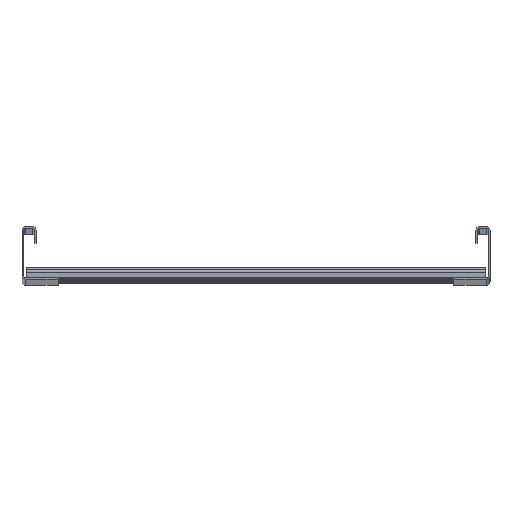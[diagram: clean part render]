
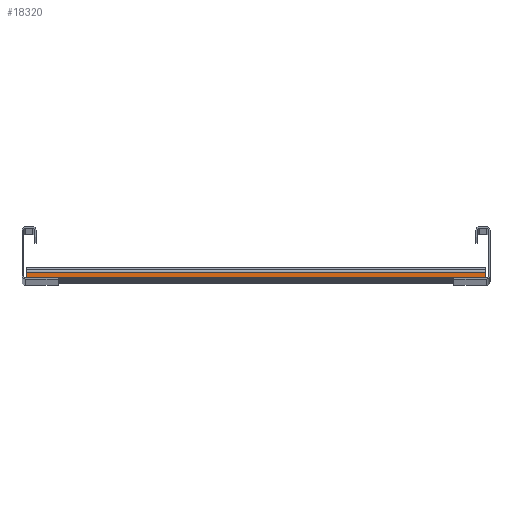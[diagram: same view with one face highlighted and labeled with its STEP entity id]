
A CAD part, top view. The second image highlights one B-rep face of the part: STEP entity #18320.
In plain terms, the highlighted planar face has unit normal (0, 0, 1).
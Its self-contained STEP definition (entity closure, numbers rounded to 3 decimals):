
#1231=DIRECTION('',(1.,0.,0.));
#1232=VECTOR('',#1231,27.5);
#1233=CARTESIAN_POINT('',(169.,-21.,1367.5));
#1234=LINE('',#1233,#1232);
#2167=DIRECTION('',(-1.,0.,0.));
#2168=VECTOR('',#2167,27.5);
#2169=CARTESIAN_POINT('',(-169.,-21.,1367.5));
#2170=LINE('',#2169,#2168);
#5483=DIRECTION('',(1.,0.,0.));
#5484=VECTOR('',#5483,338.);
#5485=CARTESIAN_POINT('',(-169.,-21.,1367.5));
#5486=LINE('',#5485,#5484);
#5487=DIRECTION('',(1.,0.,0.));
#5488=VECTOR('',#5487,393.);
#5489=CARTESIAN_POINT('',(-196.5,-16.5,1367.5));
#5490=LINE('',#5489,#5488);
#5547=DIRECTION('',(0.,-1.,0.));
#5548=VECTOR('',#5547,4.5);
#5549=CARTESIAN_POINT('',(-196.5,-16.5,1367.5));
#5550=LINE('',#5549,#5548);
#5555=DIRECTION('',(0.,-1.,0.));
#5556=VECTOR('',#5555,4.5);
#5557=CARTESIAN_POINT('',(196.5,-16.5,1367.5));
#5558=LINE('',#5557,#5556);
#9273=CARTESIAN_POINT('',(-196.5,-21.,1367.5));
#9275=VERTEX_POINT('',#9273);
#11339=CARTESIAN_POINT('',(196.5,-21.,1367.5));
#11341=VERTEX_POINT('',#11339);
#11431=CARTESIAN_POINT('',(-196.5,-16.5,1367.5));
#11432=VERTEX_POINT('',#11431);
#11451=CARTESIAN_POINT('',(196.5,-16.5,1367.5));
#11452=VERTEX_POINT('',#11451);
#11461=CARTESIAN_POINT('',(-169.,-21.,1367.5));
#11463=VERTEX_POINT('',#11461);
#11475=CARTESIAN_POINT('',(169.,-21.,1367.5));
#11477=VERTEX_POINT('',#11475);
#18304=CARTESIAN_POINT('',(-196.5,-16.5,1367.5));
#18305=DIRECTION('',(0.,0.,1.));
#18306=DIRECTION('',(0.,-1.,0.));
#18307=AXIS2_PLACEMENT_3D('',#18304,#18305,#18306);
#18308=PLANE('',#18307);
#18309=ORIENTED_EDGE('',*,*,#13511,.T.);
#18311=ORIENTED_EDGE('',*,*,#18310,.F.);
#18313=ORIENTED_EDGE('',*,*,#18312,.T.);
#18315=ORIENTED_EDGE('',*,*,#18314,.T.);
#18316=ORIENTED_EDGE('',*,*,#13040,.F.);
#18317=ORIENTED_EDGE('',*,*,#18296,.F.);
#18318=EDGE_LOOP('',(#18309,#18311,#18313,#18315,#18316,#18317));
#18319=FACE_OUTER_BOUND('',#18318,.F.);
#18320=ADVANCED_FACE('',(#18319),#18308,.T.);
#13040=EDGE_CURVE('',#11477,#11341,#1234,.T.);
#13511=EDGE_CURVE('',#11463,#9275,#2170,.T.);
#18296=EDGE_CURVE('',#11463,#11477,#5486,.T.);
#18310=EDGE_CURVE('',#11432,#9275,#5550,.T.);
#18312=EDGE_CURVE('',#11432,#11452,#5490,.T.);
#18314=EDGE_CURVE('',#11452,#11341,#5558,.T.);
